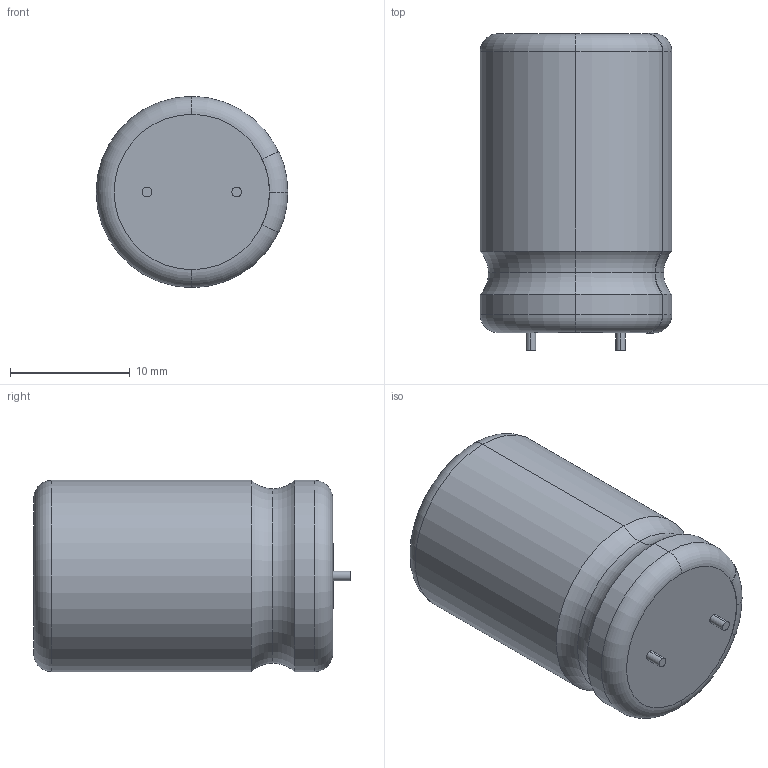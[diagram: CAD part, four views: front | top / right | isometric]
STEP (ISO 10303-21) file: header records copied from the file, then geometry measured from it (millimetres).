
FILE_DESCRIPTION (( 'STEP AP214' ), '1' );
FILE_NAME ('User Library-JAMICON_TK_D(16)F(7_5)L(25).STEP', '2016-09-07T07:59:00', ( 'Windows User' ), ( '' ), 'SwSTEP 2.0', 'SolidWorks 2016', '' );
FILE_SCHEMA (( 'AUTOMOTIVE_DESIGN' ));
Length unit declared in the file: millimetre
Products named in the file (1): User Library-JAMICON_TK_D(16)F(7_5)L(25)
Bounding box: 16.03 x 26.53 x 16 mm (x, y, z)
Volume: 4904 mm3; surface area: 2244.9 mm2
Topology: 3 solids, 3 shells, 54 faces, 114 edges, 68 vertices
Faces by surface type: torus 24, cylinder 22, plane 8
Entity records: 2118 total; most frequent: DIRECTION 310, CARTESIAN_POINT 237, ORIENTED_EDGE 228, AXIS2_PLACEMENT_3D 141, EDGE_CURVE 114, CIRCLE 86, VERTEX_POINT 68, UNCERTAINTY_MEASURE_WITH_UNIT 59
